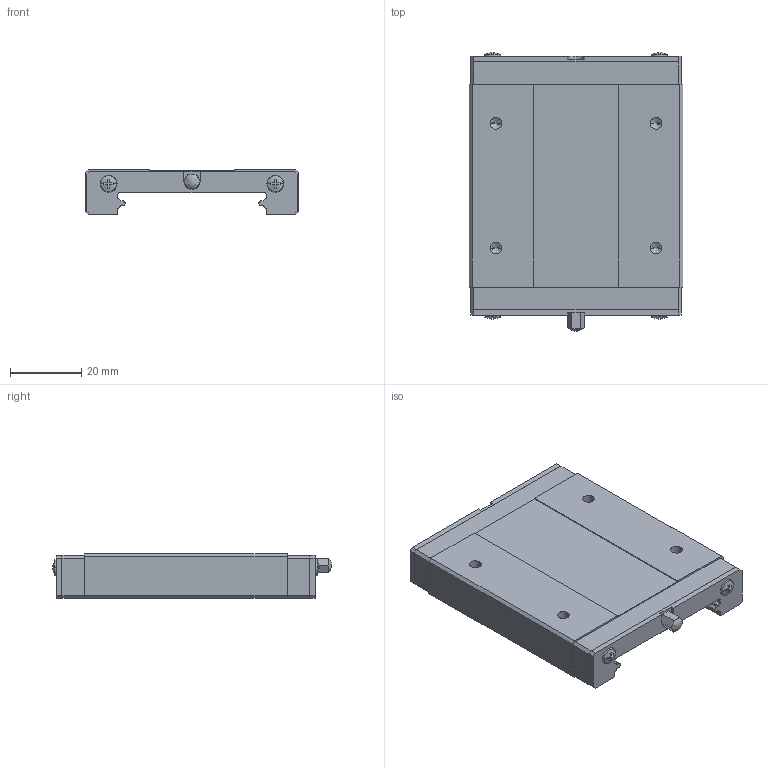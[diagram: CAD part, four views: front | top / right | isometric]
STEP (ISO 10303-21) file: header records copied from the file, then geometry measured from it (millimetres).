
FILE_DESCRIPTION(('STEP AP214'),'1');
FILE_NAME('cctmp_515CC36E-BF6A-4D75-B11B-4C076E3895B1_2020_5_14_9_53_20_684..stp','2020-05-14T07:53:20',('HIWIN GmbH'),('CADClick - www.CADClick.com'),'Spatial InterOp 3D',' ','unknown authorization');
FILE_SCHEMA(('AUTOMOTIVE_DESIGN'));
Length unit declared in the file: millimetre
Products named in the file (1): MGW15HZ0HM_FILE
Bounding box: 60 x 78.48 x 12.6 mm (x, y, z)
Volume: 35773.5 mm3; surface area: 13169.4 mm2
Topology: 1 solids, 4 shells, 231 faces, 618 edges, 400 vertices
Faces by surface type: plane 144, cylinder 58, cone 28, bspline 1
Entity records: 8966 total; most frequent: CARTESIAN_POINT 1423, ORIENTED_EDGE 1220, DIRECTION 1136, EDGE_CURVE 610, LINE 422, VECTOR 422, VERTEX_POINT 400, AXIS2_PLACEMENT_3D 357
